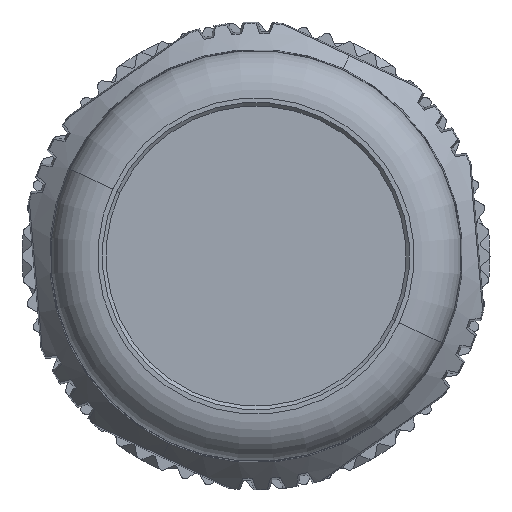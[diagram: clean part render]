
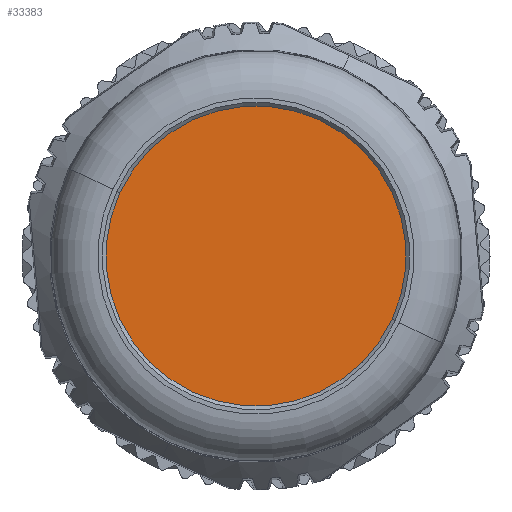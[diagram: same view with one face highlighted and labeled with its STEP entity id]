
A CAD part, front view. The second image highlights one B-rep face of the part: STEP entity #33383.
In plain terms, the highlighted planar face has unit normal (0, -1, 0).
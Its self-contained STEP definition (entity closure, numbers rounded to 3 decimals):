
#9826=CARTESIAN_POINT('',(0.,-50.144,
0.));
#9827=DIRECTION('',(0.,1.,0.));
#9828=DIRECTION('',(0.906,0.,-0.423));
#9829=AXIS2_PLACEMENT_3D('',#9826,#9827,#9828);
#9831=CARTESIAN_POINT('',(0.,-50.144,
0.));
#9832=DIRECTION('',(0.,1.,0.));
#9833=DIRECTION('',(-0.906,0.,0.423));
#9834=AXIS2_PLACEMENT_3D('',#9831,#9832,#9833);
#17917=CARTESIAN_POINT('',(5.755,-50.144,
-2.684));
#17918=CARTESIAN_POINT('',(-5.755,-50.144,
2.684));
#17919=VERTEX_POINT('',#17917);
#17920=VERTEX_POINT('',#17918);
#33374=CARTESIAN_POINT('',(0.,-50.144,0.));
#33375=DIRECTION('',(0.,-1.,0.));
#33376=DIRECTION('',(0.906,0.,-0.423));
#33377=AXIS2_PLACEMENT_3D('',#33374,#33375,#33376);
#33378=PLANE('',#33377);
#33379=ORIENTED_EDGE('',*,*,#33354,.T.);
#33380=ORIENTED_EDGE('',*,*,#33368,.T.);
#33381=EDGE_LOOP('',(#33379,#33380));
#33382=FACE_OUTER_BOUND('',#33381,.F.);
#33383=ADVANCED_FACE('',(#33382),#33378,.T.);
#9830=CIRCLE('',#9829,6.35);
#9835=CIRCLE('',#9834,6.35);
#33354=EDGE_CURVE('',#17919,#17920,#9830,.T.);
#33368=EDGE_CURVE('',#17920,#17919,#9835,.T.);
